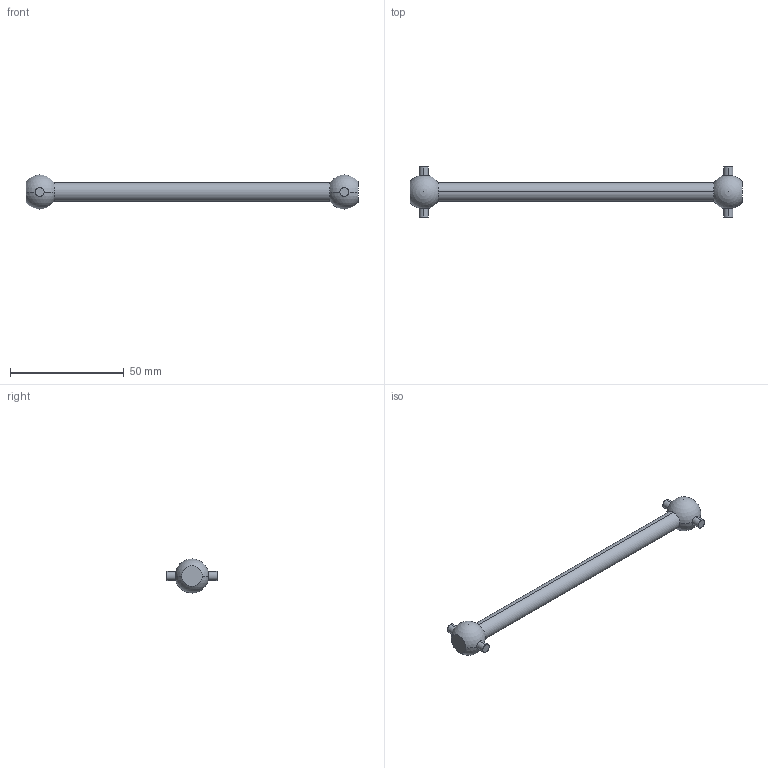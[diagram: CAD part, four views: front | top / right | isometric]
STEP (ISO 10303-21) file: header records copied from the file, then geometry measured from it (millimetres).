
FILE_DESCRIPTION (( 'STEP AP203' ), '1' );
FILE_NAME ('后桥狗骨(7075材质，数量2).STEP', '2021-09-25T02:42:44', ( '' ), ( '' ), 'SwSTEP 2.0', 'SolidWorks 2018', '' );
FILE_SCHEMA (( 'CONFIG_CONTROL_DESIGN' ));
Length unit declared in the file: millimetre
Products named in the file (1): 后桥狗骨(7075材质，数量2)
Bounding box: 146 x 22 x 15 mm (x, y, z)
Volume: 9656.1 mm3; surface area: 4528.2 mm2
Topology: 1 solids, 1 shells, 20 faces, 62 edges, 40 vertices
Faces by surface type: cylinder 10, plane 6, sphere 4
Entity records: 739 total; most frequent: DIRECTION 140, CARTESIAN_POINT 111, ORIENTED_EDGE 108, AXIS2_PLACEMENT_3D 65, EDGE_CURVE 54, CIRCLE 44, VERTEX_POINT 36, ADVANCED_FACE 20
